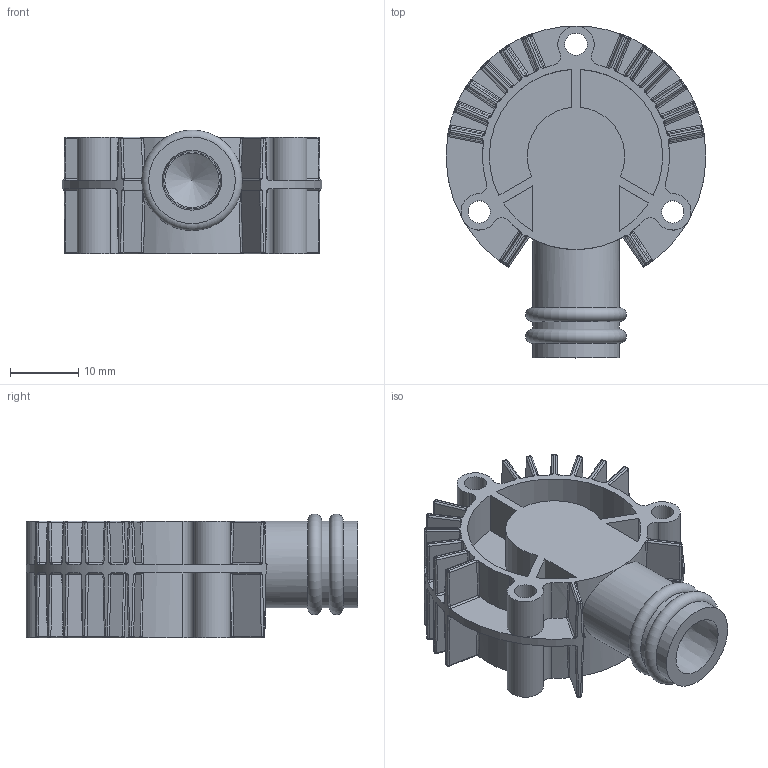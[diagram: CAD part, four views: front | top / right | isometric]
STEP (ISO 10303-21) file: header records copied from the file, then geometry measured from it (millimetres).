
FILE_DESCRIPTION(/* description */ ('AIR COMPRESSOR TOP'),/* implementation_level */ '2;1');
FILE_NAME(/* name */ 'Pneumatics_VIAIR_0090_04.ipt.step',/* time_stamp */ '2017-01-05T11:53:30-08:00',/* author */ ('s-1211416'),/* organization */ (''),/* preprocessor_version */ 'ST-DEVELOPER v16.5',/* originating_system */ 'Autodesk Inventor 2017',/* authorisation */ '');
FILE_SCHEMA (('CONFIG_CONTROL_DESIGN','AUTOMOTIVE_DESIGN { 1 0 10303 214 3 1 1 }'));
Length unit declared in the file: inch
Products named in the file (1): Pneumatics_VIAIR_0090_04
Bounding box: 38.1 x 48.64 x 18.17 mm (x, y, z)
Volume: 8066.5 mm3; surface area: 9256.5 mm2
Topology: 1 solids, 1 shells, 601 faces, 1549 edges, 900 vertices
Faces by surface type: bspline 224, cylinder 178, plane 111, sphere 56, torus 30, cone 2
Full cylindrical faces by diameter (mm): 3.277 x3, 7.95 x1, 12.7 x3, 25.4 x1
Entity records: 23669 total; most frequent: CARTESIAN_POINT 9811, DIRECTION 2962, ORIENTED_EDGE 2946, EDGE_CURVE 1473, AXIS2_PLACEMENT_3D 1338, VERTEX_POINT 892, EDGE_LOOP 625, FACE_OUTER_BOUND 601
